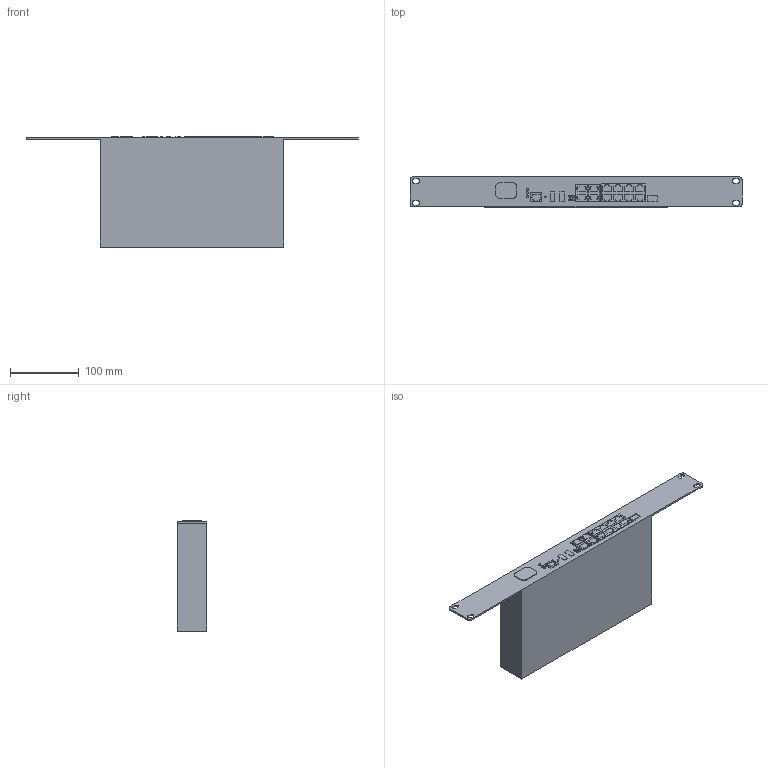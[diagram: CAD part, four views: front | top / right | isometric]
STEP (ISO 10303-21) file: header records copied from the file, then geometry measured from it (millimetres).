
FILE_DESCRIPTION (( 'STEP AP214' ), '1' );
FILE_NAME ('ESR-12V.STEP', '2023-12-27T04:34:15', ( '' ), ( '' ), 'SwSTEP 2.0', 'SolidWorks 2023', '' );
FILE_SCHEMA (( 'AUTOMOTIVE_DESIGN' ));
Length unit declared in the file: millimetre
Products named in the file (1): ESR-12V
Bounding box: 482.6 x 43.6 x 160 mm (x, y, z)
Volume: 1876154.9 mm3; surface area: 143138.8 mm2
Topology: 1 solids, 1 shells, 377 faces, 1044 edges, 696 vertices
Faces by surface type: plane 337, cylinder 40
Entity records: 11897 total; most frequent: CARTESIAN_POINT 2118, ORIENTED_EDGE 2088, DIRECTION 1880, EDGE_CURVE 1044, LINE 964, VECTOR 964, VERTEX_POINT 696, AXIS2_PLACEMENT_3D 458
